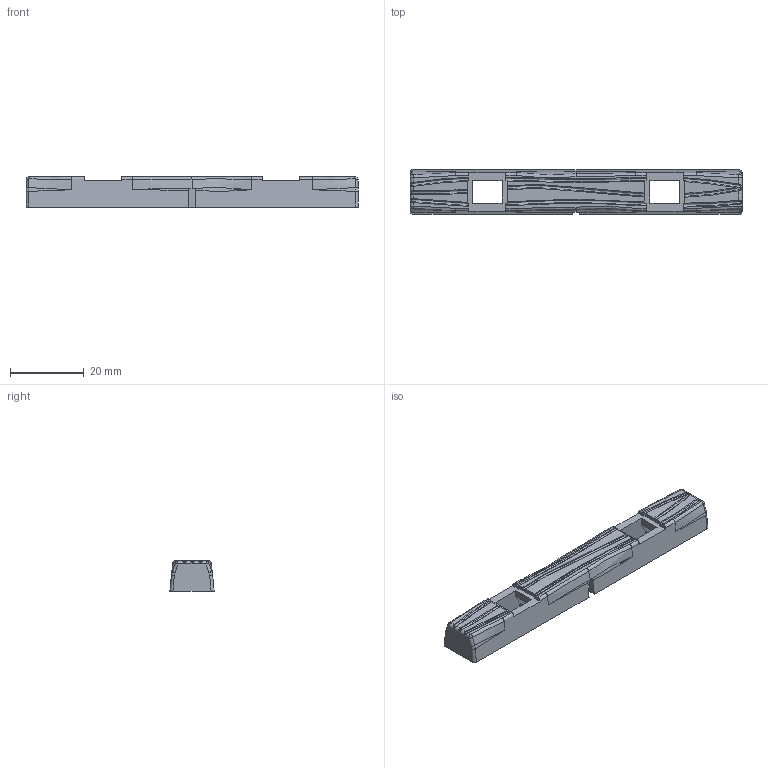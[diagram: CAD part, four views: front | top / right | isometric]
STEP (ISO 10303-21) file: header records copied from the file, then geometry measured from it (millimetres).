
FILE_DESCRIPTION(/* description */ (''),/* implementation_level */ '2;1');
FILE_NAME(/* name */ 'Sleeper - Track Clip Cavity.step',/* time_stamp */ '2023-01-15T17:13:49-08:00',/* author */ (''),/* organization */ (''),/* preprocessor_version */ 'ST-DEVELOPER v19.2',/* originating_system */ 'Autodesk Translation Framework v11.17.0.187',/* authorisation */ '');
FILE_SCHEMA (('AUTOMOTIVE_DESIGN { 1 0 10303 214 3 1 1 }'));
Length unit declared in the file: millimetre
Products named in the file (1): Custom Sleeper
Bounding box: 89.8 x 12 x 8.2 mm (x, y, z)
Volume: 6869 mm3; surface area: 4016.5 mm2
Topology: 1 solids, 1 shells, 148 faces, 420 edges, 266 vertices
Faces by surface type: bspline 70, plane 64, cylinder 14
Entity records: 8248 total; most frequent: CARTESIAN_POINT 4958, ORIENTED_EDGE 824, DIRECTION 438, EDGE_CURVE 412, VERTEX_POINT 266, LINE 186, VECTOR 186, B_SPLINE_CURVE_WITH_KNOTS 179
